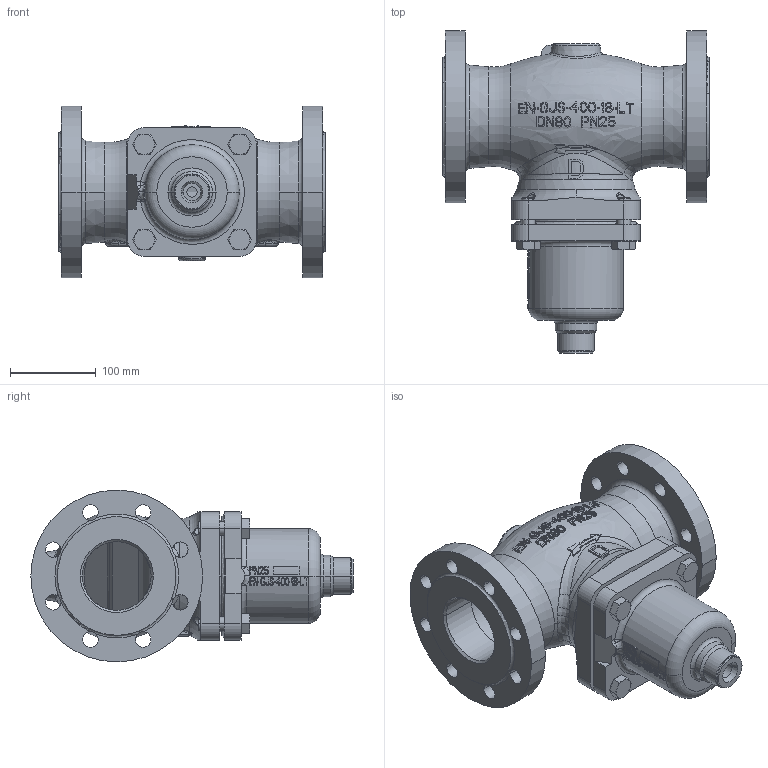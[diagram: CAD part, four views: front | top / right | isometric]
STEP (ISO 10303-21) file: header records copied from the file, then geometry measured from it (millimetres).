
FILE_DESCRIPTION((''),'2;1');
FILE_NAME('065B2408_ASM','2015-03-13T',('u317927'),('Danfoss'),'PRO/ENGINEER BY PARAMETRIC TECHNOLOGY CORPORATION, 2014000','PRO/ENGINEER BY PARAMETRIC TECHNOLOGY CORPORATION, 2014000','');
FILE_SCHEMA(('CONFIG_CONTROL_DESIGN'));
Products named in the file (4): 8861187; 8861190; 5184024; 065B2408_ASM
Assembly tree (6 placements, depth 2):
  065B2408_ASM
    8861187
    8861190
    5184024  x4
Bounding box: 310 x 375.1 x 200 mm (x, y, z)
Volume: 3852833.6 mm3; surface area: 686998.4 mm2
Topology: 6 solids, 20 shells, 1669 faces, 4639 edges, 3052 vertices
Faces by surface type: plane 1198, cylinder 209, bspline 141, cone 61, torus 55, sphere 5
Entity records: 61125 total; most frequent: CARTESIAN_POINT 23667, ORIENTED_EDGE 8812, DIRECTION 6283, EDGE_CURVE 4465, VERTEX_POINT 2944, AXIS2_PLACEMENT_3D 2384, B_SPLINE_CURVE_WITH_KNOTS 2029, EDGE_LOOP 1710
